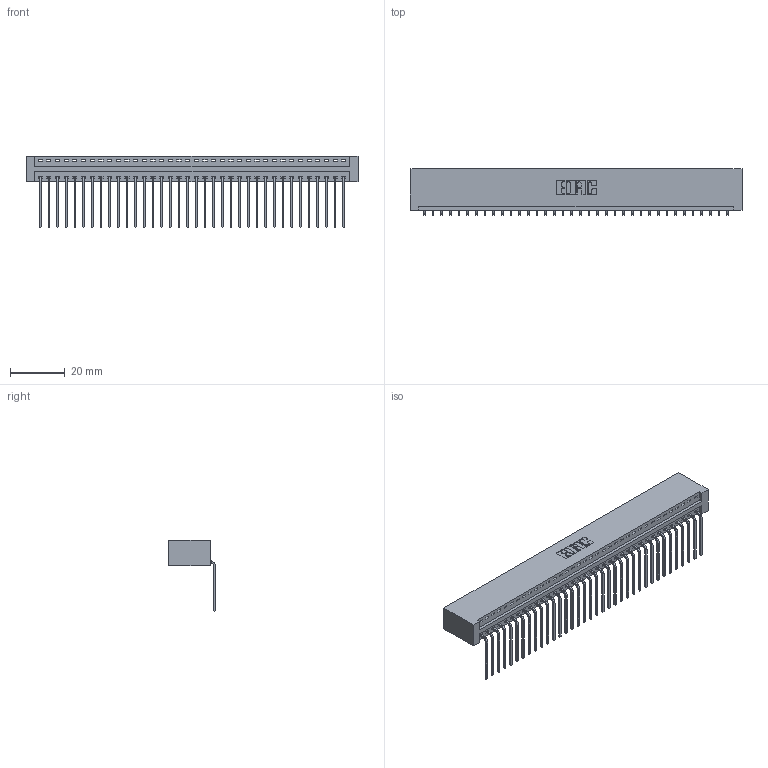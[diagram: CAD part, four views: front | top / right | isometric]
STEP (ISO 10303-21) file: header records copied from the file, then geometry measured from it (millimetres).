
FILE_DESCRIPTION (( 'STEP AP203' ), '1' );
FILE_NAME ('346-036-559-101.STEP', '2018-08-24T02:40:02', ( '' ), ( '' ), 'SwSTEP 2.0', 'SolidWorks 2016', '' );
FILE_SCHEMA (( 'CONFIG_CONTROL_DESIGN' ));
Length unit declared in the file: inch
Products named in the file (3): 346 Part_No Mounting Lugs; 345-292-001_558 559 Tail - 1; 346-036-559-101
Assembly tree (37 placements, depth 2):
  346-036-559-101
    346 Part_No Mounting Lugs
    345-292-001_558 559 Tail - 1  x36
Bounding box: 121.54 x 17.08 x 26.16 mm (x, y, z)
Volume: 12262 mm3; surface area: 16051.8 mm2
Topology: 37 solids, 37 shells, 2274 faces, 6857 edges, 4522 vertices
Faces by surface type: plane 1584, cylinder 690
Entity records: 22957 total; most frequent: CARTESIAN_POINT 3944, ORIENTED_EDGE 3914, DIRECTION 3481, EDGE_CURVE 1957, LINE 1689, VECTOR 1689, VERTEX_POINT 1302, AXIS2_PLACEMENT_3D 896
